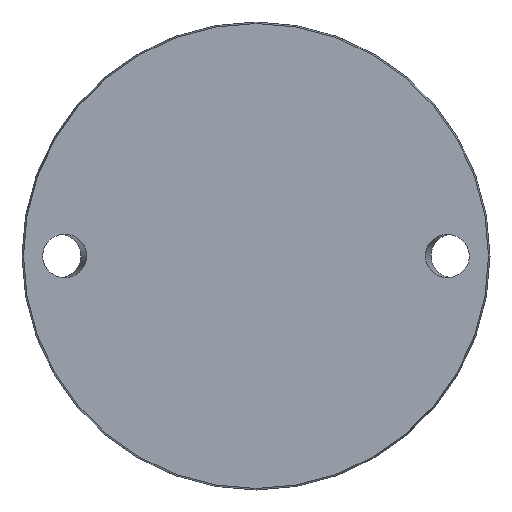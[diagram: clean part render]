
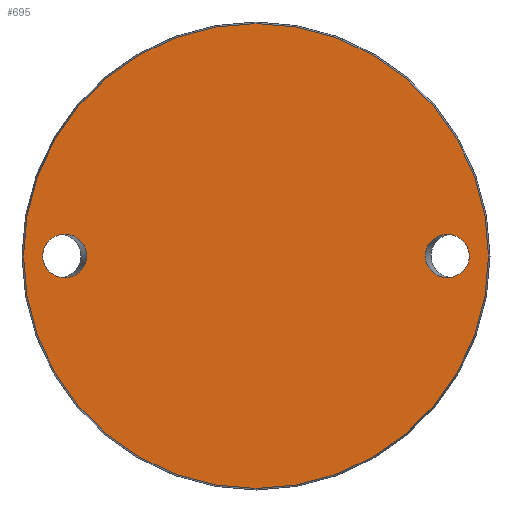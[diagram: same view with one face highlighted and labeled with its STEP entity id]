
A CAD part, front view. The second image highlights one B-rep face of the part: STEP entity #695.
In plain terms, the highlighted planar face has unit normal (0, -1, 0).
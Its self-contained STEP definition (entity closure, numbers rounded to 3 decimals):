
#52 = FACE_BOUND ( 'NONE', #506, .T. ) ;
#60 = CARTESIAN_POINT ( 'NONE',  ( 64.385, 0., 0. ) ) ;
#90 = EDGE_LOOP ( 'NONE', ( #595 ) ) ;
#106 = EDGE_LOOP ( 'NONE', ( #779 ) ) ;
#133 = VERTEX_POINT ( 'NONE', #202 ) ;
#185 = CARTESIAN_POINT ( 'NONE',  ( -64.385, 0., 0. ) ) ;
#189 = EDGE_CURVE ( 'NONE', #133, #133, #529, .T. ) ;
#202 = CARTESIAN_POINT ( 'NONE',  ( 64.385, 0., 0. ) ) ;
#210 = AXIS2_PLACEMENT_3D ( 'NONE', #837, #840, #913 ) ;
#218 = DIRECTION ( 'NONE',  ( 0., 1., 0. ) ) ;
#282 = CIRCLE ( 'NONE', #210, 88.425 ) ;
#361 = CARTESIAN_POINT ( 'NONE',  ( 0., 0., -88.425 ) ) ;
#362 = CARTESIAN_POINT ( 'NONE',  ( 81.115, 0., -16.5 ) ) ;
#364 = CARTESIAN_POINT ( 'NONE',  ( -88.425, 0., 0. ) ) ;
#367 = CARTESIAN_POINT ( 'NONE',  ( 81.115, 0., 16.5 ) ) ;
#450 = FACE_BOUND ( 'NONE', #90, .T. ) ;
#489 = CARTESIAN_POINT ( 'NONE',  ( -81.115, 0., -16.5 ) ) ;
#506 = EDGE_LOOP ( 'NONE', ( #571 ) ) ;
#529 =( BOUNDED_CURVE ( )  B_SPLINE_CURVE ( 3, ( #60, #666, #362, #900, #367, #971, #895 ),
 .UNSPECIFIED., .T., .F. ) 
 B_SPLINE_CURVE_WITH_KNOTS ( ( 4, 3, 4 ),
 ( 0., 3.142, 6.283 ),
 .UNSPECIFIED. ) 
 CURVE ( )  GEOMETRIC_REPRESENTATION_ITEM ( )  RATIONAL_B_SPLINE_CURVE ( ( 1., 0.333, 0.333, 1., 0.333, 0.333, 1. ) ) 
 REPRESENTATION_ITEM ( '' )  );
#538 = PLANE ( 'NONE',  #977 ) ;
#571 = ORIENTED_EDGE ( 'NONE', *, *, #189, .F. ) ;
#592 =( BOUNDED_CURVE ( )  B_SPLINE_CURVE ( 3, ( #812, #723, #727, #185, #730, #489, #804 ),
 .UNSPECIFIED., .T., .F. ) 
 B_SPLINE_CURVE_WITH_KNOTS ( ( 4, 3, 4 ),
 ( 0., 3.142, 6.283 ),
 .UNSPECIFIED. ) 
 CURVE ( )  GEOMETRIC_REPRESENTATION_ITEM ( )  RATIONAL_B_SPLINE_CURVE ( ( 1., 0.333, 0.333, 1., 0.333, 0.333, 1. ) ) 
 REPRESENTATION_ITEM ( '' )  );
#595 = ORIENTED_EDGE ( 'NONE', *, *, #773, .T. ) ;
#597 = FACE_OUTER_BOUND ( 'NONE', #106, .T. ) ;
#621 = EDGE_CURVE ( 'NONE', #822, #822, #282, .T. ) ;
#666 = CARTESIAN_POINT ( 'NONE',  ( 64.385, 0., -16.5 ) ) ;
#669 = CARTESIAN_POINT ( 'NONE',  ( -81.115, 0., 0. ) ) ;
#673 = DIRECTION ( 'NONE',  ( 0., 0., 1. ) ) ;
#695 = ADVANCED_FACE ( 'NONE', ( #450, #52, #597 ), #538, .F. ) ;
#723 = CARTESIAN_POINT ( 'NONE',  ( -81.115, 0., 16.5 ) ) ;
#727 = CARTESIAN_POINT ( 'NONE',  ( -64.385, 0., 16.5 ) ) ;
#730 = CARTESIAN_POINT ( 'NONE',  ( -64.385, 0., -16.5 ) ) ;
#773 = EDGE_CURVE ( 'NONE', #838, #838, #592, .T. ) ;
#779 = ORIENTED_EDGE ( 'NONE', *, *, #621, .T. ) ;
#804 = CARTESIAN_POINT ( 'NONE',  ( -81.115, 0., 0. ) ) ;
#812 = CARTESIAN_POINT ( 'NONE',  ( -81.115, 0., 0. ) ) ;
#822 = VERTEX_POINT ( 'NONE', #361 ) ;
#837 = CARTESIAN_POINT ( 'NONE',  ( 0., 0., 0. ) ) ;
#838 = VERTEX_POINT ( 'NONE', #669 ) ;
#840 = DIRECTION ( 'NONE',  ( 0., -1., 0. ) ) ;
#895 = CARTESIAN_POINT ( 'NONE',  ( 64.385, 0., 0. ) ) ;
#900 = CARTESIAN_POINT ( 'NONE',  ( 81.115, 0., 0. ) ) ;
#913 = DIRECTION ( 'NONE',  ( 0., 0., -1. ) ) ;
#971 = CARTESIAN_POINT ( 'NONE',  ( 64.385, 0., 16.5 ) ) ;
#977 = AXIS2_PLACEMENT_3D ( 'NONE', #364, #218, #673 ) ;
